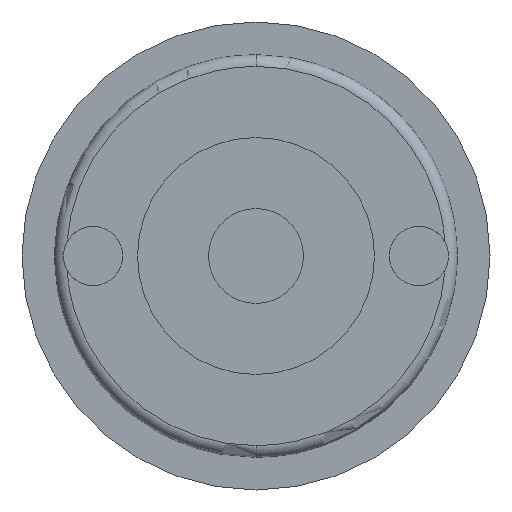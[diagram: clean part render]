
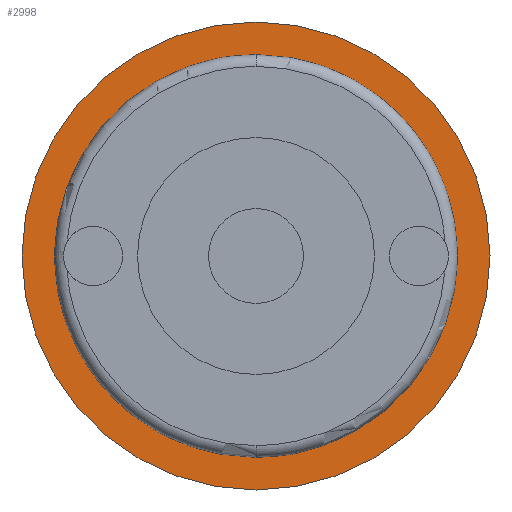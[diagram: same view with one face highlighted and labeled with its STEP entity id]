
A CAD part, front view. The second image highlights one B-rep face of the part: STEP entity #2998.
In plain terms, the highlighted planar face has unit normal (0, -1, 0).
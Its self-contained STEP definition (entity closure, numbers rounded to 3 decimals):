
#13 = DIRECTION ( 'NONE',  ( 0., 0., -1. ) ) ;
#16 = DIRECTION ( 'NONE',  ( 0., 1., 0. ) ) ;
#17 = CARTESIAN_POINT ( 'NONE',  ( 0., 0., 0. ) ) ;
#30 = DIRECTION ( 'NONE',  ( 0., 0., -1. ) ) ;
#31 = DIRECTION ( 'NONE',  ( 0., -1., 0. ) ) ;
#32 = CARTESIAN_POINT ( 'NONE',  ( 0., 0., 0. ) ) ;
#51 = FACE_BOUND ( 'NONE', #1011, .T. ) ;
#55 = CIRCLE ( 'NONE', #375, 34. ) ;
#57 = FACE_OUTER_BOUND ( 'NONE', #2745, .T. ) ;
#375 = AXIS2_PLACEMENT_3D ( 'NONE', #2695, #2145, #2586 ) ;
#453 = AXIS2_PLACEMENT_3D ( 'NONE', #17, #16, #13 ) ;
#473 = AXIS2_PLACEMENT_3D ( 'NONE', #32, #31, #30 ) ;
#556 = ORIENTED_EDGE ( 'NONE', *, *, #2111, .F. ) ;
#695 = CARTESIAN_POINT ( 'NONE',  ( 0., 0., -34. ) ) ;
#823 = CARTESIAN_POINT ( 'NONE',  ( 0., 0., -39.5 ) ) ;
#1011 = EDGE_LOOP ( 'NONE', ( #1977, #556 ) ) ;
#1196 = VERTEX_POINT ( 'NONE', #2359 ) ;
#1522 = CIRCLE ( 'NONE', #453, 39.5 ) ;
#1563 = CARTESIAN_POINT ( 'NONE',  ( 0., 0., 39.5 ) ) ;
#1769 = VERTEX_POINT ( 'NONE', #823 ) ;
#1793 = VERTEX_POINT ( 'NONE', #695 ) ;
#1966 = ORIENTED_EDGE ( 'NONE', *, *, #2133, .F. ) ;
#1977 = ORIENTED_EDGE ( 'NONE', *, *, #2197, .F. ) ;
#2111 = EDGE_CURVE ( 'NONE', #1196, #1793, #2731, .T. ) ;
#2133 = EDGE_CURVE ( 'NONE', #1769, #3117, #1522, .T. ) ;
#2145 = DIRECTION ( 'NONE',  ( 0., -1., 0. ) ) ;
#2197 = EDGE_CURVE ( 'NONE', #1793, #1196, #55, .T. ) ;
#2359 = CARTESIAN_POINT ( 'NONE',  ( 0., 0., 34. ) ) ;
#2384 = DIRECTION ( 'NONE',  ( 0., 0., 1. ) ) ;
#2388 = DIRECTION ( 'NONE',  ( 0., 1., 0. ) ) ;
#2402 = CARTESIAN_POINT ( 'NONE',  ( -7.468, 0., 0. ) ) ;
#2428 = PLANE ( 'NONE',  #2815 ) ;
#2586 = DIRECTION ( 'NONE',  ( 0., 0., -1. ) ) ;
#2620 = EDGE_CURVE ( 'NONE', #3117, #1769, #3174, .T. ) ;
#2658 = DIRECTION ( 'NONE',  ( 0., 0., -1. ) ) ;
#2660 = DIRECTION ( 'NONE',  ( 0., 1., 0. ) ) ;
#2661 = CARTESIAN_POINT ( 'NONE',  ( 0., 0., 0. ) ) ;
#2695 = CARTESIAN_POINT ( 'NONE',  ( 0., 0., 0. ) ) ;
#2731 = CIRCLE ( 'NONE', #473, 34. ) ;
#2745 = EDGE_LOOP ( 'NONE', ( #1966, #3132 ) ) ;
#2815 = AXIS2_PLACEMENT_3D ( 'NONE', #2402, #2388, #2384 ) ;
#2922 = AXIS2_PLACEMENT_3D ( 'NONE', #2661, #2660, #2658 ) ;
#2998 = ADVANCED_FACE ( 'NONE', ( #57, #51 ), #2428, .F. ) ;
#3117 = VERTEX_POINT ( 'NONE', #1563 ) ;
#3132 = ORIENTED_EDGE ( 'NONE', *, *, #2620, .F. ) ;
#3174 = CIRCLE ( 'NONE', #2922, 39.5 ) ;
